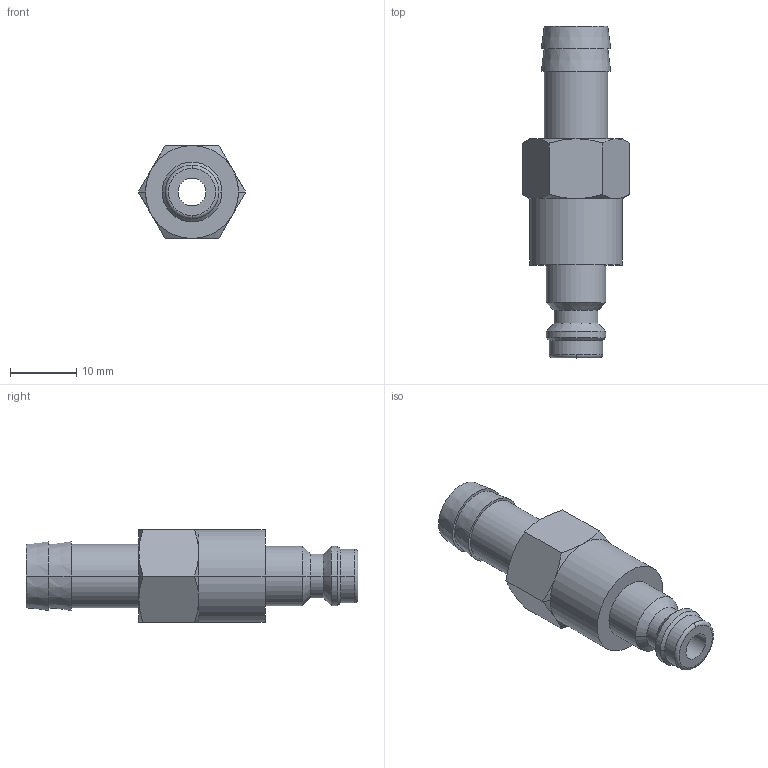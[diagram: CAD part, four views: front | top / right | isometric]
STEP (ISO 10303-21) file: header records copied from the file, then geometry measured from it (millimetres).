
FILE_DESCRIPTION(('STEP AP214'),'1');
FILE_NAME('esmn_8_sab.stp','2020-03-05T08:33:06',('TraceParts'),('TraceParts S.A.'),'Spatial InterOp 3D',' ',' ');
FILE_SCHEMA(('automotive_design'));
Length unit declared in the file: millimetre
Products named in the file (1): 1
Bounding box: 16.17 x 50 x 14 mm (x, y, z)
Volume: 4402.9 mm3; surface area: 2757.3 mm2
Topology: 1 solids, 1 shells, 55 faces, 117 edges, 69 vertices
Faces by surface type: cone 26, cylinder 14, plane 13, torus 2
Entity records: 1958 total; most frequent: CARTESIAN_POINT 338, DIRECTION 264, ORIENTED_EDGE 234, EDGE_CURVE 117, AXIS2_PLACEMENT_3D 115, VERTEX_POINT 69, EDGE_LOOP 62, CIRCLE 59
